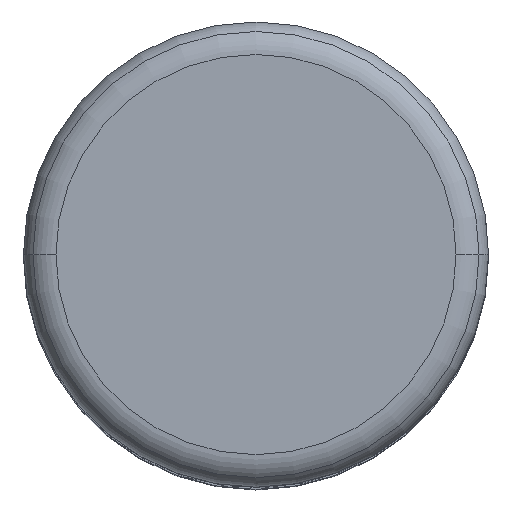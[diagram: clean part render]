
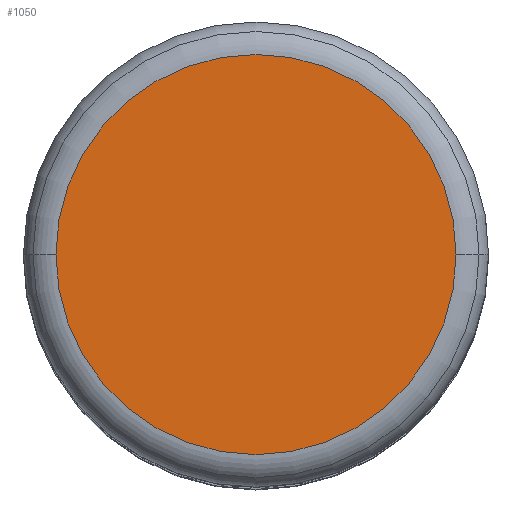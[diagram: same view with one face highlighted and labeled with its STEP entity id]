
A CAD part, top view. The second image highlights one B-rep face of the part: STEP entity #1050.
In plain terms, the highlighted planar face has unit normal (0, 0, 1).
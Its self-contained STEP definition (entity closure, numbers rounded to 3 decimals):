
#842=CARTESIAN_POINT('',(0.,0.,11.));
#843=DIRECTION('',(0.,0.,-1.));
#844=DIRECTION('',(-1.,0.,0.));
#845=AXIS2_PLACEMENT_3D('',#842,#843,#844);
#850=CARTESIAN_POINT('',(0.,0.,11.));
#851=DIRECTION('',(0.,0.,-1.));
#852=DIRECTION('',(1.,0.,0.));
#853=AXIS2_PLACEMENT_3D('',#850,#851,#852);
#998=CARTESIAN_POINT('',(-6.15,0.,11.));
#999=CARTESIAN_POINT('',(6.15,0.,11.));
#1000=VERTEX_POINT('',#998);
#1001=VERTEX_POINT('',#999);
#1040=CARTESIAN_POINT('',(0.,0.,11.));
#1041=DIRECTION('',(0.,0.,1.));
#1042=DIRECTION('',(1.,0.,0.));
#1043=AXIS2_PLACEMENT_3D('',#1040,#1041,#1042);
#1044=PLANE('',#1043);
#1045=ORIENTED_EDGE('',*,*,#1029,.T.);
#1047=ORIENTED_EDGE('',*,*,#1046,.T.);
#1048=EDGE_LOOP('',(#1045,#1047));
#1049=FACE_OUTER_BOUND('',#1048,.F.);
#846=CIRCLE('',#845,6.15);
#854=CIRCLE('',#853,6.15);
#1029=EDGE_CURVE('',#1000,#1001,#846,.T.);
#1046=EDGE_CURVE('',#1001,#1000,#854,.T.);
#1050=ADVANCED_FACE('',(#1049),#1044,.T.);
